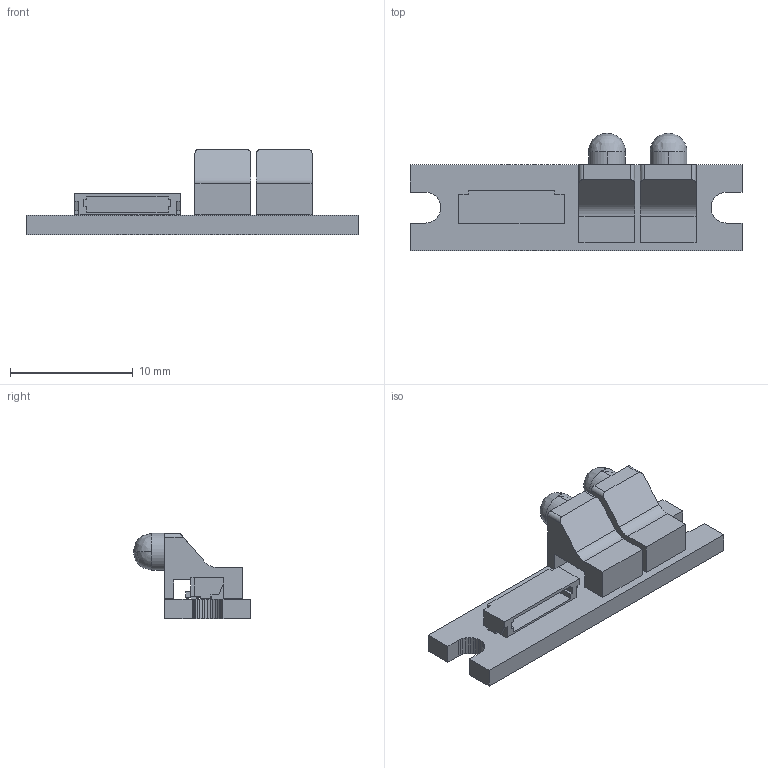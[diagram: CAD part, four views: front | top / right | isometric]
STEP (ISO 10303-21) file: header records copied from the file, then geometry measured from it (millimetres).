
FILE_DESCRIPTION(('KiCad electronic assembly'),'2;1');
FILE_NAME('bracket-led.step','2023-03-30T10:16:48',('Pcbnew'),('Kicad'), 'Open CASCADE STEP processor 7.6','KiCad to STEP converter','Unknown' );
FILE_SCHEMA(('AUTOMOTIVE_DESIGN { 1 0 10303 214 1 1 1 1 }'));
Length unit declared in the file: millimetre
Products named in the file (8): bracket-led 1; EAST1616RGBA8; COMPOUND; SM08B-SURS-TF; SOLID; BIVAR__INC_SLP3-150-100-R; PCB
Assembly tree (9 placements, depth 3):
  bracket-led 1
    EAST1616RGBA8  x2
      COMPOUND
    SM08B-SURS-TF
      SOLID
    BIVAR__INC_SLP3-150-100-R  x2
      SOLID
    PCB
Bounding box: 27 x 9.54 x 6.94 mm (x, y, z)
Volume: 473.6 mm3; surface area: 962.5 mm2
Topology: 18 solids, 18 shells, 353 faces, 890 edges, 572 vertices
Faces by surface type: plane 291, cylinder 30, cone 28, bspline 4
Full cylindrical faces by diameter (mm): 1.168 x4
Entity records: 16989 total; most frequent: CARTESIAN_POINT 3664, DIRECTION 2314, LINE 1692, VECTOR 1692, ORIENTED_EDGE 1242, PCURVE 1242, DEFINITIONAL_REPRESENTATION 1242, EDGE_CURVE 621
